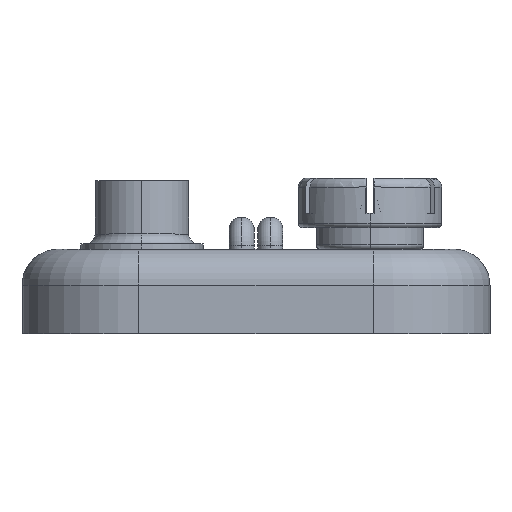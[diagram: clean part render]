
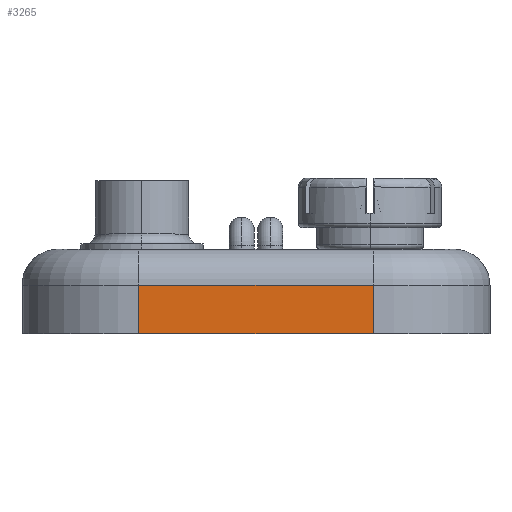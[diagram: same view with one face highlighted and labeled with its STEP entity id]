
A CAD part, top view. The second image highlights one B-rep face of the part: STEP entity #3265.
In plain terms, the highlighted planar face has unit normal (0, 0, 1).
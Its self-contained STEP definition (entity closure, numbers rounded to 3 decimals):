
#530 = VECTOR ( 'NONE', #6414, 1000. ) ;
#593 = PLANE ( 'NONE',  #6276 ) ;
#621 = DIRECTION ( 'NONE',  ( 0., 0., -1. ) ) ;
#869 = LINE ( 'NONE', #2657, #1324 ) ;
#952 = DIRECTION ( 'NONE',  ( -1., 0., 0. ) ) ;
#1016 = EDGE_CURVE ( 'NONE', #7447, #6969, #869, .T. ) ;
#1273 = CARTESIAN_POINT ( 'NONE',  ( -6.525, 0., 6.5 ) ) ;
#1299 = FACE_OUTER_BOUND ( 'NONE', #6597, .T. ) ;
#1323 = VERTEX_POINT ( 'NONE', #6468 ) ;
#1324 = VECTOR ( 'NONE', #952, 1000. ) ;
#1669 = ORIENTED_EDGE ( 'NONE', *, *, #6845, .T. ) ;
#2352 = CARTESIAN_POINT ( 'NONE',  ( 0., 0., 6.5 ) ) ;
#2432 = CARTESIAN_POINT ( 'NONE',  ( -6.525, 4.7, 6.5 ) ) ;
#2657 = CARTESIAN_POINT ( 'NONE',  ( -6.525, 2.7, 6.5 ) ) ;
#3265 = ADVANCED_FACE ( 'NONE', ( #1299 ), #593, .F. ) ;
#3337 = LINE ( 'NONE', #2352, #530 ) ;
#3513 = VECTOR ( 'NONE', #5967, 1000. ) ;
#4104 = CARTESIAN_POINT ( 'NONE',  ( 0., 4.7, 6.5 ) ) ;
#4507 = EDGE_CURVE ( 'NONE', #7447, #1323, #4842, .T. ) ;
#4615 = ORIENTED_EDGE ( 'NONE', *, *, #4507, .F. ) ;
#4678 = DIRECTION ( 'NONE',  ( -1., 0., 0. ) ) ;
#4842 = LINE ( 'NONE', #6590, #6383 ) ;
#4983 = CARTESIAN_POINT ( 'NONE',  ( 6.525, 2.7, 6.5 ) ) ;
#5032 = VERTEX_POINT ( 'NONE', #1273 ) ;
#5178 = LINE ( 'NONE', #2432, #3513 ) ;
#5847 = CARTESIAN_POINT ( 'NONE',  ( -6.525, 2.7, 6.5 ) ) ;
#5967 = DIRECTION ( 'NONE',  ( 0., -1., 0. ) ) ;
#6046 = DIRECTION ( 'NONE',  ( 0., -1., 0. ) ) ;
#6276 = AXIS2_PLACEMENT_3D ( 'NONE', #4104, #621, #4678 ) ;
#6383 = VECTOR ( 'NONE', #6046, 1000. ) ;
#6414 = DIRECTION ( 'NONE',  ( 1., 0., 0. ) ) ;
#6468 = CARTESIAN_POINT ( 'NONE',  ( 6.525, 0., 6.5 ) ) ;
#6590 = CARTESIAN_POINT ( 'NONE',  ( 6.525, 4.7, 6.5 ) ) ;
#6597 = EDGE_LOOP ( 'NONE', ( #4615, #6812, #6598, #1669 ) ) ;
#6598 = ORIENTED_EDGE ( 'NONE', *, *, #6776, .T. ) ;
#6776 = EDGE_CURVE ( 'NONE', #6969, #5032, #5178, .T. ) ;
#6812 = ORIENTED_EDGE ( 'NONE', *, *, #1016, .T. ) ;
#6845 = EDGE_CURVE ( 'NONE', #5032, #1323, #3337, .T. ) ;
#6969 = VERTEX_POINT ( 'NONE', #5847 ) ;
#7447 = VERTEX_POINT ( 'NONE', #4983 ) ;
